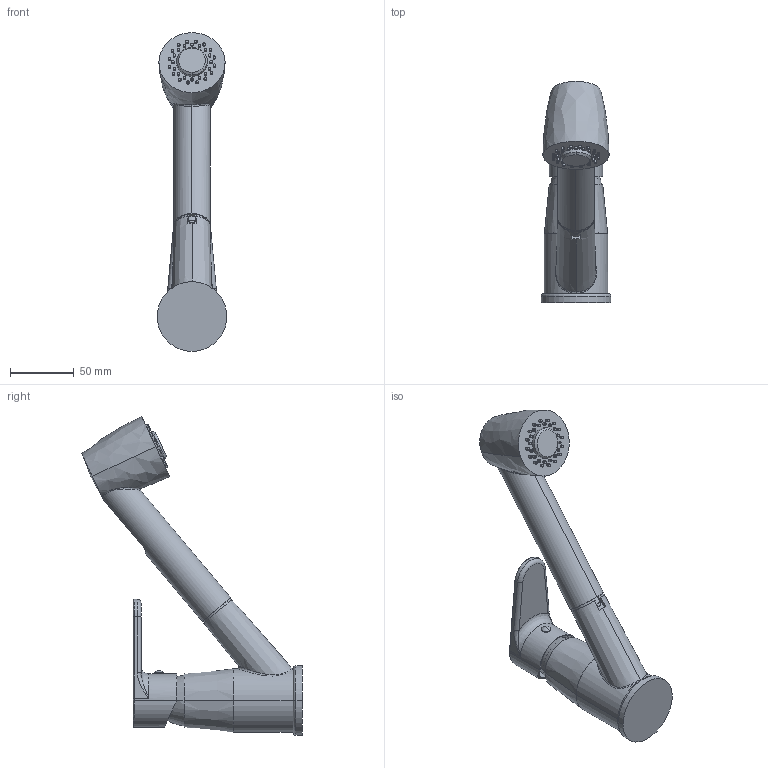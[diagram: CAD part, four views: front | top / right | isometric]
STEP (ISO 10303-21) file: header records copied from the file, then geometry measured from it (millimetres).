
FILE_DESCRIPTION((''),'2;1');
FILE_NAME('GR183CR','2021-01-14T13:35:26',('ut3'),('PAFFONI SpA'),'CREO PARAMETRIC BY PTC INC, 2020044','CREO PARAMETRIC BY PTC INC, 2020044','');
FILE_SCHEMA(('CONFIG_CONTROL_DESIGN','SHAPE_APPEARANCE_LAYERS_GROUPS'));
Length unit declared in the file: millimetre
Products named in the file (1): GR183CR
Bounding box: 54.7 x 173.33 x 250.31 mm (x, y, z)
Volume: 284268.9 mm3; surface area: 95741.4 mm2
Topology: 4 solids, 4 shells, 313 faces, 718 edges, 453 vertices
Faces by surface type: cylinder 130, plane 109, cone 36, torus 18, bspline 18, sphere 2
Entity records: 17753 total; most frequent: CARTESIAN_POINT 8319, DIRECTION 1561, ORIENTED_EDGE 1428, EDGE_CURVE 714, AXIS2_PLACEMENT_3D 635, VERTEX_POINT 453, EDGE_LOOP 373, CIRCLE 340
